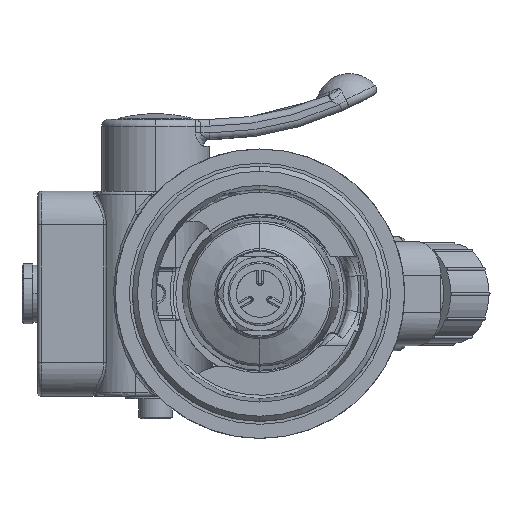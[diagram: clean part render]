
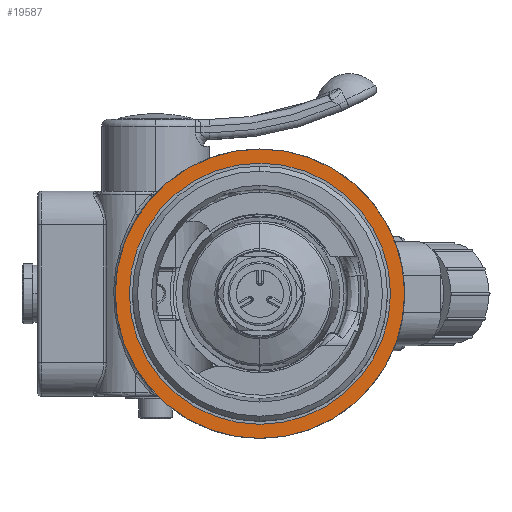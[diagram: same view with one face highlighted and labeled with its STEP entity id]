
A CAD part, front view. The second image highlights one B-rep face of the part: STEP entity #19587.
In plain terms, the highlighted planar face has unit normal (0, -1, 0).
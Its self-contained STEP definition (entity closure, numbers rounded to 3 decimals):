
#18955 = VERTEX_POINT ( 'NONE', #34950 ) ;
#18957 = EDGE_CURVE ( 'NONE', #18958, #18955, #34949, .T. ) ;
#18958 = VERTEX_POINT ( 'NONE', #34944 ) ;
#19236 = EDGE_CURVE ( 'NONE', #19246, #19237, #35541, .T. ) ;
#19237 = VERTEX_POINT ( 'NONE', #35536 ) ;
#19246 = VERTEX_POINT ( 'NONE', #35518 ) ;
#19586 = EDGE_CURVE ( 'NONE', #18955, #18958, #36432, .T. ) ;
#19587 = ADVANCED_FACE ( 'NONE', ( #36427, #36426 ), #36425, .T. ) ;
#19588 = EDGE_LOOP ( 'NONE', ( #19728, #19730 ) ) ;
#19728 = ORIENTED_EDGE ( 'NONE', *, *, #19729, .F. ) ;
#19729 = EDGE_CURVE ( 'NONE', #19237, #19246, #36975, .T. ) ;
#19730 = ORIENTED_EDGE ( 'NONE', *, *, #19236, .F. ) ;
#19731 = EDGE_LOOP ( 'NONE', ( #19739, #19740 ) ) ;
#19739 = ORIENTED_EDGE ( 'NONE', *, *, #18957, .T. ) ;
#19740 = ORIENTED_EDGE ( 'NONE', *, *, #19586, .T. ) ;
#34944 = CARTESIAN_POINT ( 'NONE',  ( 0., 31.5, 38.8 ) ) ;
#34945 = DIRECTION ( 'NONE',  ( 0., 0., 1. ) ) ;
#34946 = DIRECTION ( 'NONE',  ( 0., 1., 0. ) ) ;
#34947 = CARTESIAN_POINT ( 'NONE',  ( 0., 31.5, 0. ) ) ;
#34948 = AXIS2_PLACEMENT_3D ( 'NONE', #34947, #34946, #34945 ) ;
#34949 = CIRCLE ( 'NONE', #34948, 38.8 ) ;
#34950 = CARTESIAN_POINT ( 'NONE',  ( 0., 31.5, -38.8 ) ) ;
#35518 = CARTESIAN_POINT ( 'NONE',  ( 0., 31.5, 43. ) ) ;
#35536 = CARTESIAN_POINT ( 'NONE',  ( 0., 31.5, -43. ) ) ;
#35537 = DIRECTION ( 'NONE',  ( 0., 0., -1. ) ) ;
#35538 = DIRECTION ( 'NONE',  ( 0., 1., 0. ) ) ;
#35539 = CARTESIAN_POINT ( 'NONE',  ( 0., 31.5, 0. ) ) ;
#35540 = AXIS2_PLACEMENT_3D ( 'NONE', #35539, #35538, #35537 ) ;
#35541 = CIRCLE ( 'NONE', #35540, 43. ) ;
#36421 = DIRECTION ( 'NONE',  ( 0., 0., -1. ) ) ;
#36422 = DIRECTION ( 'NONE',  ( 0., -1., 0. ) ) ;
#36423 = CARTESIAN_POINT ( 'NONE',  ( 44.574, 31.5, 0. ) ) ;
#36424 = AXIS2_PLACEMENT_3D ( 'NONE', #36423, #36422, #36421 ) ;
#36425 = PLANE ( 'NONE',  #36424 ) ;
#36426 = FACE_BOUND ( 'NONE', #19731, .T. ) ;
#36427 = FACE_OUTER_BOUND ( 'NONE', #19588, .T. ) ;
#36428 = DIRECTION ( 'NONE',  ( 0., 0., 1. ) ) ;
#36429 = DIRECTION ( 'NONE',  ( 0., 1., 0. ) ) ;
#36430 = CARTESIAN_POINT ( 'NONE',  ( 0., 31.5, 0. ) ) ;
#36431 = AXIS2_PLACEMENT_3D ( 'NONE', #36430, #36429, #36428 ) ;
#36432 = CIRCLE ( 'NONE', #36431, 38.8 ) ;
#36975 = CIRCLE ( 'NONE', #37042, 43. ) ;
#37039 = DIRECTION ( 'NONE',  ( 0., 0., -1. ) ) ;
#37040 = DIRECTION ( 'NONE',  ( 0., 1., 0. ) ) ;
#37041 = CARTESIAN_POINT ( 'NONE',  ( 0., 31.5, 0. ) ) ;
#37042 = AXIS2_PLACEMENT_3D ( 'NONE', #37041, #37040, #37039 ) ;
